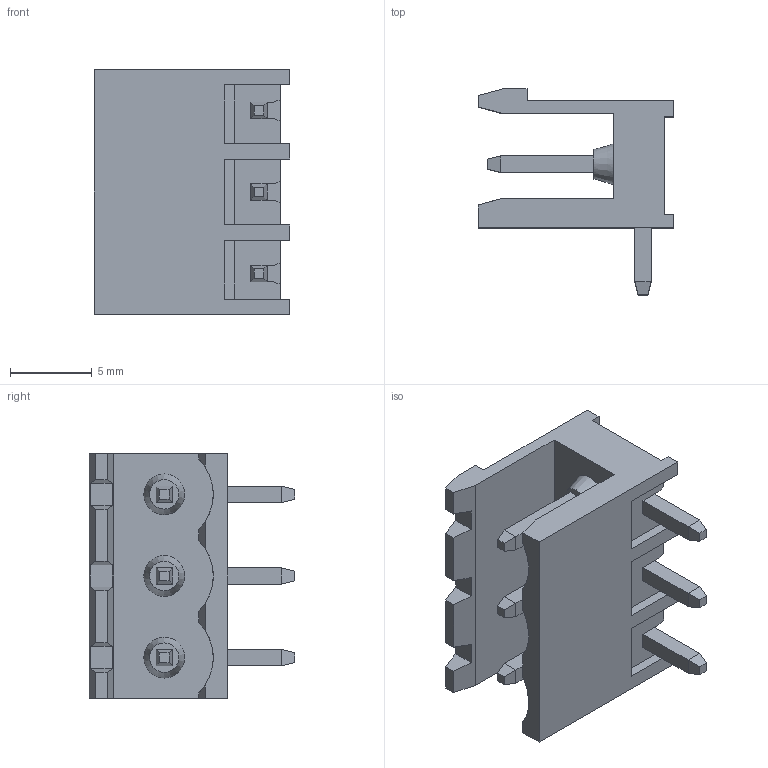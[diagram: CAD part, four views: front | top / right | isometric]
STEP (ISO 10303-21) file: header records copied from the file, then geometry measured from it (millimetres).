
FILE_DESCRIPTION(('STEP AP214'),'1');
FILE_NAME('PV03-5-H.stp','2021-04-01T07:45:01',(' '),(' '),'Spatial InterOp 3D',' ',' ');
FILE_SCHEMA(('automotive_design'));
Length unit declared in the file: metre
Products named in the file (1): 1
Bounding box: 12 x 12.6 x 15 mm (x, y, z)
Volume: 650.5 mm3; surface area: 1149.9 mm2
Topology: 1 solids, 1 shells, 203 faces, 537 edges, 345 vertices
Faces by surface type: plane 189, cylinder 10, cone 3, extrusion 1
Entity records: 7740 total; most frequent: CARTESIAN_POINT 1096, ORIENTED_EDGE 1062, DIRECTION 967, EDGE_CURVE 531, VECTOR 497, LINE 496, VERTEX_POINT 342, AXIS2_PLACEMENT_3D 235
